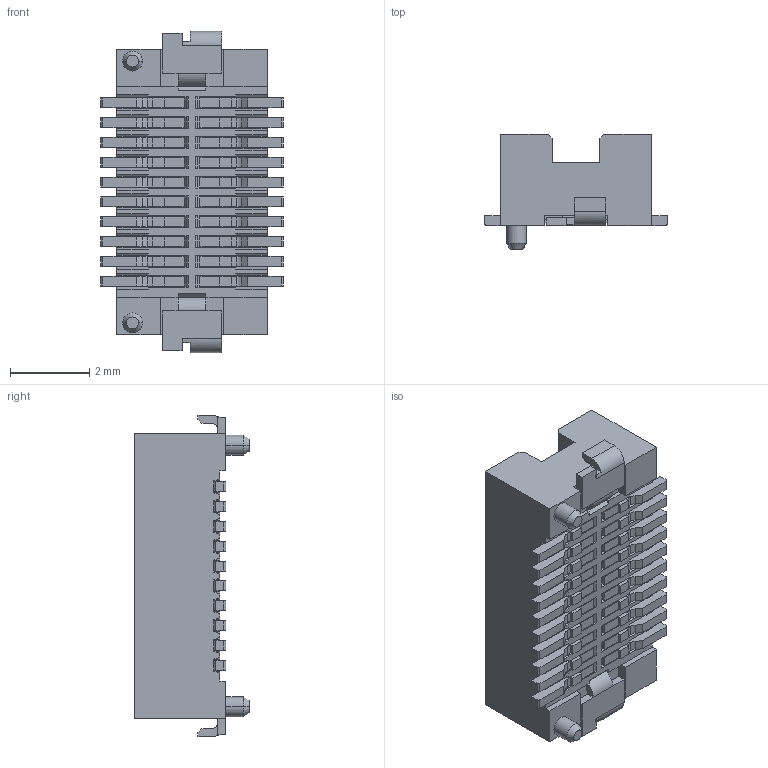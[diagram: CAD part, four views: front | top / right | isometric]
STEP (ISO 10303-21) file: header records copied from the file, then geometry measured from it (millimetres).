
FILE_DESCRIPTION(('CoCreate Modeling STEP Export'),'2;1');
FILE_NAME('DF12(3.0)-20DP.stp','2014-03-27T 9:50:37',(''),(''),'CoCreate Modeling STEP processor for AP214 (Solid Model)','CoCreate Modeling 17.0 01-Apr-2010 (C) Parametric Technology GmbH','');
FILE_SCHEMA(('AUTOMOTIVE_DESIGN { 1 0 10303 214 1 1 1 1 }'));
Length unit declared in the file: millimetre
Products named in the file (1): DF12(3.0)-20DP
Bounding box: 4.6 x 2.9 x 8.1 mm (x, y, z)
Volume: 38.4 mm3; surface area: 191.2 mm2
Topology: 1 solids, 1 shells, 1114 faces, 3153 edges, 2065 vertices
Faces by surface type: plane 958, cylinder 152, cone 4
Entity records: 34696 total; most frequent: ORIENTED_EDGE 6306, CARTESIAN_POINT 6162, DIRECTION 5401, EDGE_CURVE 3153, VECTOR 2793, LINE 2793, VERTEX_POINT 2065, AXIS2_PLACEMENT_3D 1304
